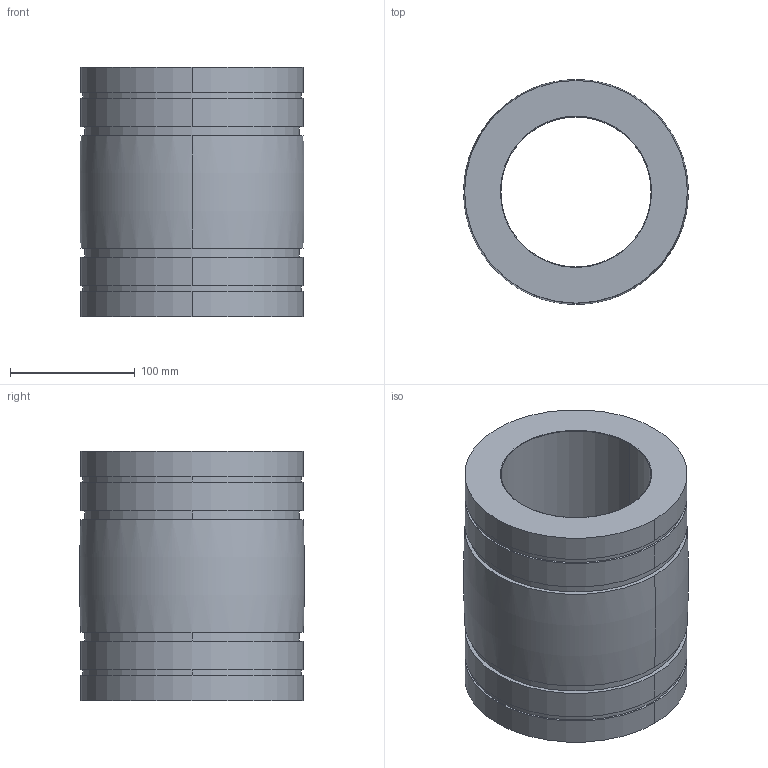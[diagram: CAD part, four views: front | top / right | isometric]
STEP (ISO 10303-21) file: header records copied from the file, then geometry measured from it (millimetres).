
FILE_DESCRIPTION (( 'STEP AP214' ), '1' );
FILE_NAME ('PlainBearing_AEFEB5BDE2.step', '2022-01-10T12:20:01', ( '' ), ( '' ), 'SwSTEP 2.0', 'SolidWorks 2019', '' );
FILE_SCHEMA (( 'AUTOMOTIVE_DESIGN' ));
Length unit declared in the file: inch
Products named in the file (3): nvpDNaHFIm_CADModel_0; PlainBearing_AEFEB5BDE2
Assembly tree (1 placements, depth 2):
  nvpDNaHFIm_CADModel_0
  PlainBearing_AEFEB5BDE2
    nvpDNaHFIm_CADModel_0
Bounding box: 179.72 x 179.76 x 199.8 mm (x, y, z)
Volume: 2712010.5 mm3; surface area: 377021.4 mm2
Topology: 2 solids, 2 shells, 38 faces, 84 edges, 56 vertices
Faces by surface type: cylinder 22, plane 10, torus 6
Entity records: 1692 total; most frequent: DIRECTION 232, CARTESIAN_POINT 183, ORIENTED_EDGE 168, AXIS2_PLACEMENT_3D 105, EDGE_CURVE 84, CIRCLE 62, VERTEX_POINT 56, EDGE_LOOP 48
